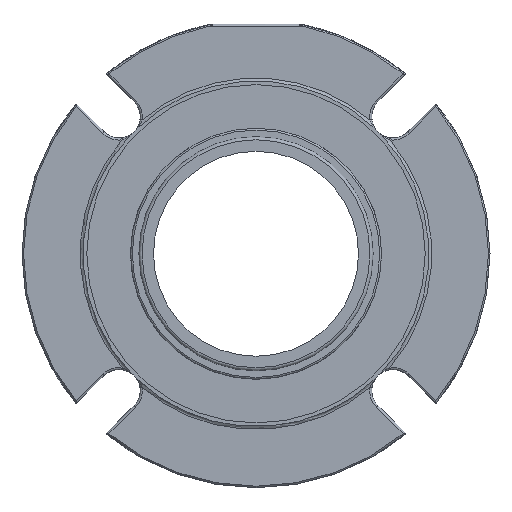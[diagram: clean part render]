
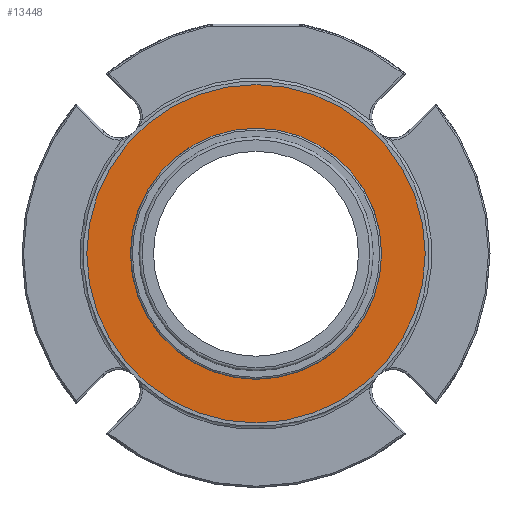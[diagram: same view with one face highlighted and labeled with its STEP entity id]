
A CAD part, front view. The second image highlights one B-rep face of the part: STEP entity #13448.
In plain terms, the highlighted planar face has unit normal (0, -1, 0).
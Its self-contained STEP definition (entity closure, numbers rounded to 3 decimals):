
#1827=PLANE('',#14414);
#4588=ORIENTED_EDGE('',*,*,#5993,.T.);
#4589=ORIENTED_EDGE('',*,*,#5994,.T.);
#5993=EDGE_CURVE('',#6894,#6894,#7351,.T.);
#5994=EDGE_CURVE('',#6895,#6895,#7352,.F.);
#6894=VERTEX_POINT('',#24233);
#6895=VERTEX_POINT('',#24236);
#7351=CIRCLE('',#14413,82.55);
#7352=CIRCLE('',#14415,61.278);
#7999=EDGE_LOOP('',(#4588));
#8000=EDGE_LOOP('',(#4589));
#8661=FACE_BOUND('',#7999,.T.);
#8662=FACE_BOUND('',#8000,.T.);
#13448=ADVANCED_FACE('',(#8661,#8662),#1827,.T.);
#14413=AXIS2_PLACEMENT_3D('',#24232,#16801,#16802);
#14414=AXIS2_PLACEMENT_3D('',#24234,#16803,#16804);
#14415=AXIS2_PLACEMENT_3D('',#24235,#16805,#16806);
#16801=DIRECTION('',(0.,-1.,0.));
#16802=DIRECTION('',(0.,0.,1.));
#16803=DIRECTION('',(0.,-1.,0.));
#16804=DIRECTION('',(0.,0.,1.));
#16805=DIRECTION('',(0.,-1.,0.));
#16806=DIRECTION('',(0.,0.,-1.));
#24232=CARTESIAN_POINT('',(0.,31.191,0.));
#24233=CARTESIAN_POINT('',(0.,31.191,82.55));
#24234=CARTESIAN_POINT('',(0.,31.191,68.263));
#24235=CARTESIAN_POINT('',(0.,31.191,0.));
#24236=CARTESIAN_POINT('',(0.,31.191,-61.278));
